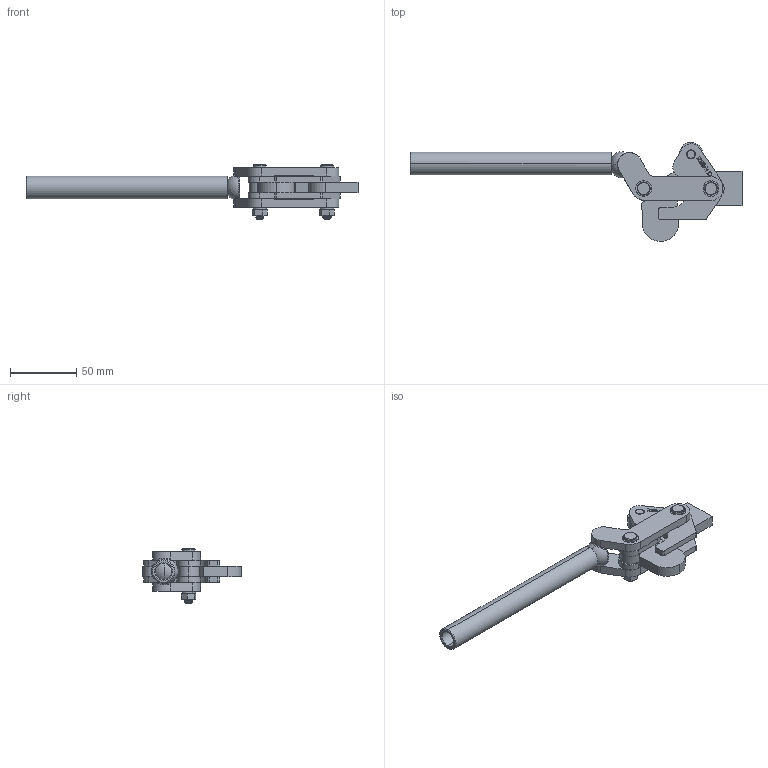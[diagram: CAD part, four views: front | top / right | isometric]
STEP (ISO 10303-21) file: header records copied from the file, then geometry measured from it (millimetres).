
FILE_DESCRIPTION (( 'STEP AP203' ), '1' );
FILE_NAME ('CH-70201.STEP', '2017-12-08T03:25:02', ( 'Windows' ), ( 'Microsoft' ), 'SwSTEP 2.0', 'SolidWorks 2015', '' );
FILE_SCHEMA (( 'CONFIG_CONTROL_DESIGN' ));
Length unit declared in the file: millimetre
Products named in the file (13): 02-03; 02-09; 0201-01_默认<按加工>; 02-02; 02-06; 02-08; 1-4; 0201-02; 02-13; 02-05; CH-70201; 02-12; 02-07
Assembly tree (18 placements, depth 2):
  CH-70201
    02-02
    02-08
    0201-02
    02-05
    02-12  x2
    02-07  x2
    02-03  x2
    02-09
    0201-01_默认<按加工>
    02-06  x2
    1-4  x2
    02-13  x2
Bounding box: 251.4 x 74.88 x 40.9 mm (x, y, z)
Volume: 80799.8 mm3; surface area: 51086.2 mm2
Topology: 20 solids, 20 shells, 2837 faces, 8109 edges, 5353 vertices
Faces by surface type: plane 1642, cylinder 954, bspline 177, cone 62, sphere 2
Entity records: 73302 total; most frequent: CARTESIAN_POINT 22517, ORIENTED_EDGE 10904, DIRECTION 9712, EDGE_CURVE 5452, VERTEX_POINT 3585, AXIS2_PLACEMENT_3D 3423, VECTOR 2866, LINE 2866
